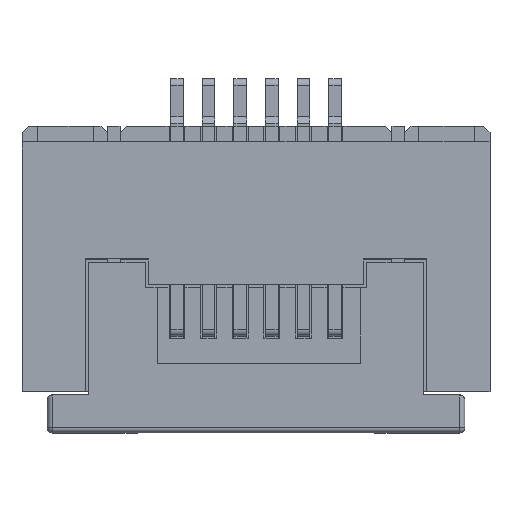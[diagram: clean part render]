
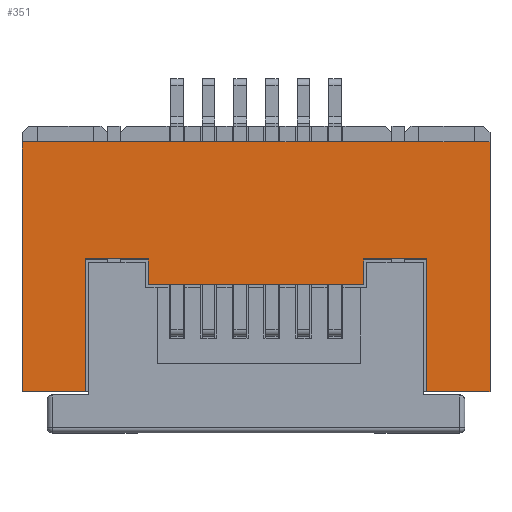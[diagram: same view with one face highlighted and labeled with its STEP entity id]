
A CAD part, top view. The second image highlights one B-rep face of the part: STEP entity #351.
In plain terms, the highlighted planar face has unit normal (0, 0, 1).
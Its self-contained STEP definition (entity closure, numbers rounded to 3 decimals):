
#33 = VERTEX_POINT ( 'NONE', #10509 ) ;
#144 = LINE ( 'NONE', #5128, #18426 ) ;
#322 = CARTESIAN_POINT ( 'NONE',  ( 0., 0., 2. ) ) ;
#351 = ADVANCED_FACE ( 'NONE', ( #3061 ), #9984, .T. ) ;
#663 = EDGE_CURVE ( 'NONE', #20539, #3044, #21397, .T. ) ;
#888 = VERTEX_POINT ( 'NONE', #6628 ) ;
#1382 = LINE ( 'NONE', #8528, #20610 ) ;
#2074 = LINE ( 'NONE', #8880, #8564 ) ;
#2442 = VECTOR ( 'NONE', #2823, 1000. ) ;
#2823 = DIRECTION ( 'NONE',  ( 1., 0., 0. ) ) ;
#2970 = VECTOR ( 'NONE', #8154, 1000. ) ;
#3044 = VERTEX_POINT ( 'NONE', #14223 ) ;
#3061 = FACE_OUTER_BOUND ( 'NONE', #12336, .T. ) ;
#3149 = VERTEX_POINT ( 'NONE', #13272 ) ;
#3242 = CARTESIAN_POINT ( 'NONE',  ( 3.7, -0.375, 2. ) ) ;
#3296 = DIRECTION ( 'NONE',  ( 0., 0., 1. ) ) ;
#3469 = CARTESIAN_POINT ( 'NONE',  ( -1.7, -2.875, 2. ) ) ;
#3977 = CARTESIAN_POINT ( 'NONE',  ( 0., -2.875, 2. ) ) ;
#4328 = AXIS2_PLACEMENT_3D ( 'NONE', #322, #3296, #10453 ) ;
#4431 = CARTESIAN_POINT ( 'NONE',  ( 3.7, -0.625, 2. ) ) ;
#4828 = VERTEX_POINT ( 'NONE', #18300 ) ;
#4855 = ORIENTED_EDGE ( 'NONE', *, *, #8448, .T. ) ;
#5014 = VECTOR ( 'NONE', #19213, 1000. ) ;
#5128 = CARTESIAN_POINT ( 'NONE',  ( 0., -4.575, 2. ) ) ;
#5165 = VECTOR ( 'NONE', #16868, 1000. ) ;
#5639 = CARTESIAN_POINT ( 'NONE',  ( -2.7, -2.475, 2. ) ) ;
#6628 = CARTESIAN_POINT ( 'NONE',  ( 3.7, -4.575, 2. ) ) ;
#7549 = CARTESIAN_POINT ( 'NONE',  ( 0., -4.575, 2. ) ) ;
#7694 = CARTESIAN_POINT ( 'NONE',  ( 2.7, -2.475, 2. ) ) ;
#8154 = DIRECTION ( 'NONE',  ( 0., -1., 0. ) ) ;
#8200 = ORIENTED_EDGE ( 'NONE', *, *, #663, .T. ) ;
#8448 = EDGE_CURVE ( 'NONE', #888, #10448, #14620, .T. ) ;
#8528 = CARTESIAN_POINT ( 'NONE',  ( 0., -2.475, 2. ) ) ;
#8532 = VECTOR ( 'NONE', #21181, 1000. ) ;
#8564 = VECTOR ( 'NONE', #15806, 1000. ) ;
#8729 = EDGE_CURVE ( 'NONE', #22154, #3149, #2074, .T. ) ;
#8880 = CARTESIAN_POINT ( 'NONE',  ( 2.7, 0., 2. ) ) ;
#9275 = LINE ( 'NONE', #7549, #21590 ) ;
#9714 = EDGE_CURVE ( 'NONE', #3149, #888, #144, .T. ) ;
#9748 = ORIENTED_EDGE ( 'NONE', *, *, #15402, .T. ) ;
#9843 = EDGE_CURVE ( 'NONE', #18019, #16029, #10815, .T. ) ;
#9974 = EDGE_CURVE ( 'NONE', #4828, #10448, #14767, .T. ) ;
#9984 = PLANE ( 'NONE',  #4328 ) ;
#10011 = LINE ( 'NONE', #11267, #20264 ) ;
#10174 = VECTOR ( 'NONE', #18294, 1000. ) ;
#10402 = ORIENTED_EDGE ( 'NONE', *, *, #8729, .T. ) ;
#10448 = VERTEX_POINT ( 'NONE', #16609 ) ;
#10453 = DIRECTION ( 'NONE',  ( 0., -1., 0. ) ) ;
#10509 = CARTESIAN_POINT ( 'NONE',  ( 1.7, -2.475, 2. ) ) ;
#10576 = ORIENTED_EDGE ( 'NONE', *, *, #16747, .T. ) ;
#10815 = LINE ( 'NONE', #3977, #5014 ) ;
#10821 = EDGE_CURVE ( 'NONE', #3044, #18019, #15097, .T. ) ;
#11267 = CARTESIAN_POINT ( 'NONE',  ( -3.7, -0.375, 2. ) ) ;
#11372 = CARTESIAN_POINT ( 'NONE',  ( -2.7, 0., 2. ) ) ;
#11658 = CARTESIAN_POINT ( 'NONE',  ( 1.7, -2.875, 2. ) ) ;
#12027 = CARTESIAN_POINT ( 'NONE',  ( -1.7, 0., 2. ) ) ;
#12135 = CARTESIAN_POINT ( 'NONE',  ( -2.7, -4.575, 2. ) ) ;
#12336 = EDGE_LOOP ( 'NONE', ( #4855, #21435, #15042, #10576, #17242, #8200, #21242, #17844, #9748, #20615, #10402, #22344 ) ) ;
#12599 = EDGE_CURVE ( 'NONE', #16307, #4828, #10011, .T. ) ;
#13272 = CARTESIAN_POINT ( 'NONE',  ( 2.7, -4.575, 2. ) ) ;
#13752 = DIRECTION ( 'NONE',  ( 1., 0., 0. ) ) ;
#14223 = CARTESIAN_POINT ( 'NONE',  ( -1.7, -2.475, 2. ) ) ;
#14309 = EDGE_CURVE ( 'NONE', #22359, #20539, #14773, .T. ) ;
#14504 = DIRECTION ( 'NONE',  ( 1., 0., 0. ) ) ;
#14620 = LINE ( 'NONE', #3242, #5165 ) ;
#14767 = LINE ( 'NONE', #4431, #2442 ) ;
#14773 = LINE ( 'NONE', #11372, #10174 ) ;
#14791 = DIRECTION ( 'NONE',  ( 0., 1., 0. ) ) ;
#15042 = ORIENTED_EDGE ( 'NONE', *, *, #12599, .F. ) ;
#15097 = LINE ( 'NONE', #12027, #2970 ) ;
#15402 = EDGE_CURVE ( 'NONE', #16029, #33, #21897, .T. ) ;
#15806 = DIRECTION ( 'NONE',  ( 0., -1., 0. ) ) ;
#16029 = VERTEX_POINT ( 'NONE', #11658 ) ;
#16307 = VERTEX_POINT ( 'NONE', #16855 ) ;
#16609 = CARTESIAN_POINT ( 'NONE',  ( 3.7, -0.625, 2. ) ) ;
#16747 = EDGE_CURVE ( 'NONE', #16307, #22359, #9275, .T. ) ;
#16855 = CARTESIAN_POINT ( 'NONE',  ( -3.7, -4.575, 2. ) ) ;
#16868 = DIRECTION ( 'NONE',  ( 0., 1., 0. ) ) ;
#17048 = CARTESIAN_POINT ( 'NONE',  ( 1.7, 0., 2. ) ) ;
#17242 = ORIENTED_EDGE ( 'NONE', *, *, #14309, .T. ) ;
#17844 = ORIENTED_EDGE ( 'NONE', *, *, #9843, .T. ) ;
#18019 = VERTEX_POINT ( 'NONE', #3469 ) ;
#18294 = DIRECTION ( 'NONE',  ( 0., 1., 0. ) ) ;
#18300 = CARTESIAN_POINT ( 'NONE',  ( -3.7, -0.625, 2. ) ) ;
#18426 = VECTOR ( 'NONE', #22372, 1000. ) ;
#19213 = DIRECTION ( 'NONE',  ( 1., 0., 0. ) ) ;
#19680 = VECTOR ( 'NONE', #20109, 1000. ) ;
#19817 = CARTESIAN_POINT ( 'NONE',  ( 0., -2.475, 2. ) ) ;
#20109 = DIRECTION ( 'NONE',  ( 0., 1., 0. ) ) ;
#20264 = VECTOR ( 'NONE', #14791, 1000. ) ;
#20539 = VERTEX_POINT ( 'NONE', #5639 ) ;
#20610 = VECTOR ( 'NONE', #13752, 1000. ) ;
#20615 = ORIENTED_EDGE ( 'NONE', *, *, #21096, .T. ) ;
#21096 = EDGE_CURVE ( 'NONE', #33, #22154, #1382, .T. ) ;
#21181 = DIRECTION ( 'NONE',  ( 1., 0., 0. ) ) ;
#21242 = ORIENTED_EDGE ( 'NONE', *, *, #10821, .T. ) ;
#21397 = LINE ( 'NONE', #19817, #8532 ) ;
#21435 = ORIENTED_EDGE ( 'NONE', *, *, #9974, .F. ) ;
#21590 = VECTOR ( 'NONE', #14504, 1000. ) ;
#21897 = LINE ( 'NONE', #17048, #19680 ) ;
#22154 = VERTEX_POINT ( 'NONE', #7694 ) ;
#22344 = ORIENTED_EDGE ( 'NONE', *, *, #9714, .T. ) ;
#22359 = VERTEX_POINT ( 'NONE', #12135 ) ;
#22372 = DIRECTION ( 'NONE',  ( 1., 0., 0. ) ) ;
